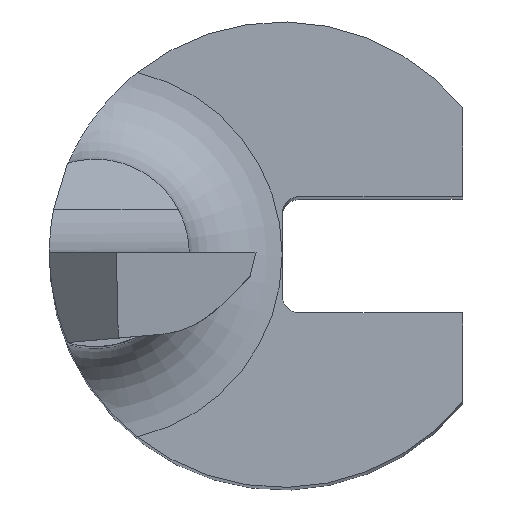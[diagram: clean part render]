
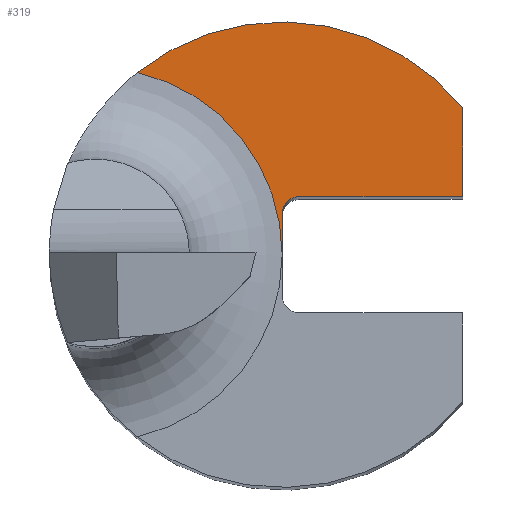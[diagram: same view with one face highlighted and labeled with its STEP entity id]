
A CAD part, top view. The second image highlights one B-rep face of the part: STEP entity #319.
In plain terms, the highlighted planar face has unit normal (0, 0, 1).
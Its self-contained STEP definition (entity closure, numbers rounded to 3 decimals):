
#9 = CARTESIAN_POINT ( 'NONE',  ( 0.15, 0.5, 14. ) ) ;
#19 = AXIS2_PLACEMENT_3D ( 'NONE', #535, #681, #757 ) ;
#29 = VERTEX_POINT ( 'NONE', #919 ) ;
#54 = DIRECTION ( 'NONE',  ( 0., 0., -1. ) ) ;
#65 = ORIENTED_EDGE ( 'NONE', *, *, #537, .T. ) ;
#76 = CIRCLE ( 'NONE', #422, 0.15 ) ;
#92 = DIRECTION ( 'NONE',  ( 1., 0., 0. ) ) ;
#116 = ORIENTED_EDGE ( 'NONE', *, *, #187, .T. ) ;
#118 = CARTESIAN_POINT ( 'NONE',  ( -1.244, 1.566, 14. ) ) ;
#187 = EDGE_CURVE ( 'NONE', #260, #29, #864, .T. ) ;
#206 = CARTESIAN_POINT ( 'NONE',  ( 62.5, 0.5, 14. ) ) ;
#260 = VERTEX_POINT ( 'NONE', #118 ) ;
#268 = EDGE_CURVE ( 'NONE', #940, #318, #278, .T. ) ;
#273 = DIRECTION ( 'NONE',  ( 0., -1., 0. ) ) ;
#278 = LINE ( 'NONE', #810, #754 ) ;
#280 = EDGE_CURVE ( 'NONE', #452, #29, #719, .T. ) ;
#283 = EDGE_CURVE ( 'NONE', #364, #940, #406, .T. ) ;
#299 = DIRECTION ( 'NONE',  ( 0., 0., 1. ) ) ;
#318 = VERTEX_POINT ( 'NONE', #673 ) ;
#319 = ADVANCED_FACE ( 'NONE', ( #823 ), #528, .T. ) ;
#339 = ORIENTED_EDGE ( 'NONE', *, *, #268, .T. ) ;
#364 = VERTEX_POINT ( 'NONE', #9 ) ;
#376 = CARTESIAN_POINT ( 'NONE',  ( 1.55, 0.5, 14. ) ) ;
#387 = VECTOR ( 'NONE', #273, 1000. ) ;
#406 = LINE ( 'NONE', #206, #525 ) ;
#422 = AXIS2_PLACEMENT_3D ( 'NONE', #836, #649, #92 ) ;
#436 = AXIS2_PLACEMENT_3D ( 'NONE', #898, #299, #749 ) ;
#442 = EDGE_LOOP ( 'NONE', ( #65, #116, #632, #726, #498, #339 ) ) ;
#452 = VERTEX_POINT ( 'NONE', #662 ) ;
#498 = ORIENTED_EDGE ( 'NONE', *, *, #283, .T. ) ;
#523 = CIRCLE ( 'NONE', #19, 2. ) ;
#525 = VECTOR ( 'NONE', #584, 1000. ) ;
#528 = PLANE ( 'NONE',  #436 ) ;
#535 = CARTESIAN_POINT ( 'NONE',  ( 0., 0., 14. ) ) ;
#537 = EDGE_CURVE ( 'NONE', #318, #260, #523, .T. ) ;
#566 = AXIS2_PLACEMENT_3D ( 'NONE', #891, #54, #950 ) ;
#584 = DIRECTION ( 'NONE',  ( 1., 0., 0. ) ) ;
#596 = CARTESIAN_POINT ( 'NONE',  ( 0., 0.5, 14. ) ) ;
#632 = ORIENTED_EDGE ( 'NONE', *, *, #280, .F. ) ;
#649 = DIRECTION ( 'NONE',  ( 0., 0., -1. ) ) ;
#662 = CARTESIAN_POINT ( 'NONE',  ( 0., 0.35, 14. ) ) ;
#673 = CARTESIAN_POINT ( 'NONE',  ( 1.55, 1.264, 14. ) ) ;
#676 = EDGE_CURVE ( 'NONE', #452, #364, #76, .T. ) ;
#681 = DIRECTION ( 'NONE',  ( 0., 0., 1. ) ) ;
#719 = LINE ( 'NONE', #596, #387 ) ;
#726 = ORIENTED_EDGE ( 'NONE', *, *, #676, .T. ) ;
#749 = DIRECTION ( 'NONE',  ( 1., 0., 0. ) ) ;
#754 = VECTOR ( 'NONE', #957, 1000. ) ;
#757 = DIRECTION ( 'NONE',  ( 1., 0., 0. ) ) ;
#810 = CARTESIAN_POINT ( 'NONE',  ( 1.55, 1.264, 14. ) ) ;
#823 = FACE_OUTER_BOUND ( 'NONE', #442, .T. ) ;
#836 = CARTESIAN_POINT ( 'NONE',  ( 0.15, 0.35, 14. ) ) ;
#864 = CIRCLE ( 'NONE', #566, 1.608 ) ;
#891 = CARTESIAN_POINT ( 'NONE',  ( -1.607, 0., 14. ) ) ;
#898 = CARTESIAN_POINT ( 'NONE',  ( -0.402, -0.122, 14. ) ) ;
#919 = CARTESIAN_POINT ( 'NONE',  ( 0., 0., 14. ) ) ;
#940 = VERTEX_POINT ( 'NONE', #376 ) ;
#950 = DIRECTION ( 'NONE',  ( 1., 0., 0. ) ) ;
#957 = DIRECTION ( 'NONE',  ( 0., 1., 0. ) ) ;
